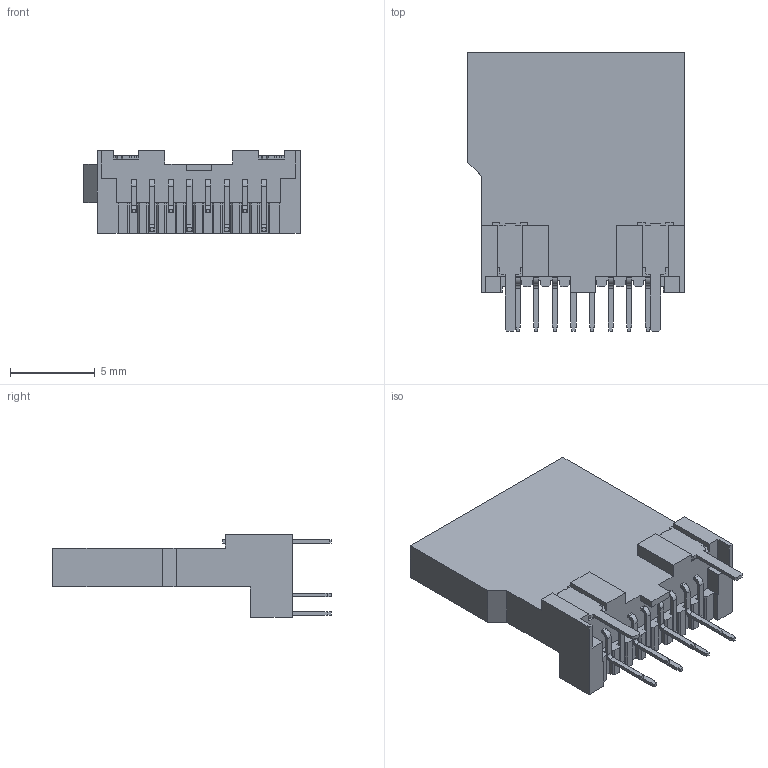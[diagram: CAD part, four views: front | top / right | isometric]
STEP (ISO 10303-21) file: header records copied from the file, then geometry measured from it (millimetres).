
FILE_DESCRIPTION (( 'STEP AP214' ), '1' );
FILE_NAME ('PJS008U-3000-0.STEP', '2019-02-20T14:39:30', ( '' ), ( '' ), 'SwSTEP 2.0', 'SolidWorks 2017', '' );
FILE_SCHEMA (( 'AUTOMOTIVE_DESIGN' ));
Length unit declared in the file: millimetre
Products named in the file (1): PJS008U-3000-0
Bounding box: 12.8 x 16.48 x 4.9 mm (x, y, z)
Volume: 313.6 mm3; surface area: 961.9 mm2
Topology: 11 solids, 11 shells, 407 faces, 1020 edges, 636 vertices
Faces by surface type: plane 375, cylinder 32
Entity records: 11938 total; most frequent: CARTESIAN_POINT 2064, ORIENTED_EDGE 2040, DIRECTION 1900, EDGE_CURVE 1020, LINE 956, VECTOR 956, VERTEX_POINT 636, AXIS2_PLACEMENT_3D 472
